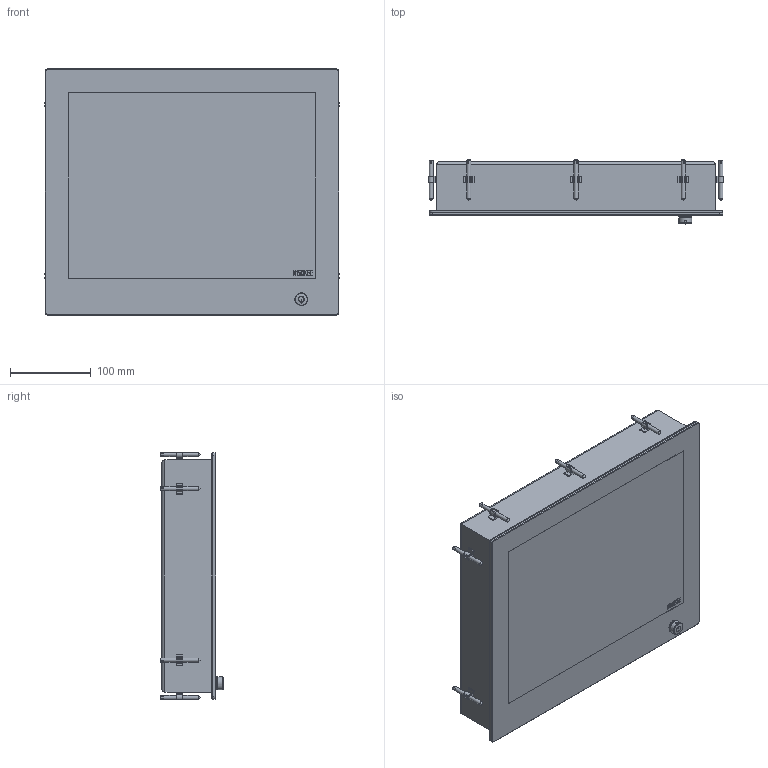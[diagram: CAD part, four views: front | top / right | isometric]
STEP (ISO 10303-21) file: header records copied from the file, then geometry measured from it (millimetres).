
FILE_DESCRIPTION(/* description */ ('Unknown'),/* implementation_level */ '2;1');
FILE_NAME(/* name */ 'N150KGE 3d',/* time_stamp */ '2016-10-21T15:47:58+02:00',/* author */ ('Unknown'),/* organization */ ('Unknown'),/* preprocessor_version */ 'ST-DEVELOPER v16.7',/* originating_system */ 'DEX',/* authorisation */ $);
FILE_SCHEMA (('AUTOMOTIVE_DESIGN {1 0 10303 214 3 1 1}'));
Length unit declared in the file: millimetre
Products named in the file (4): N150K(G)E 3d; N150K(G)E 3d-model; 0901124asm; 0901178 knop
Assembly tree (11 placements, depth 2):
  N150K(G)E 3d
    N150K(G)E 3d-model
    0901124asm  x9
    0901178 knop
Bounding box: 364.6 x 78.8 x 306.6 mm (x, y, z)
Volume: 6104225.4 mm3; surface area: 322488.6 mm2
Topology: 11 solids, 18 shells, 1208 faces, 3152 edges, 2056 vertices
Faces by surface type: plane 731, cylinder 269, bspline 122, cone 82, sphere 3, torus 1
Full cylindrical faces by diameter (mm): 2 x7, 2.621 x1, 5 x9, 10 x1, 14 x1, 14.4 x1, 16 x1
Entity records: 31459 total; most frequent: CARTESIAN_POINT 15289, ORIENTED_EDGE 2786, DIRECTION 1745, EDGE_CURVE 1393, VERTEX_POINT 935, B_SPLINE_CURVE_WITH_KNOTS 718, FACE_BOUND 690, EDGE_LOOP 689
